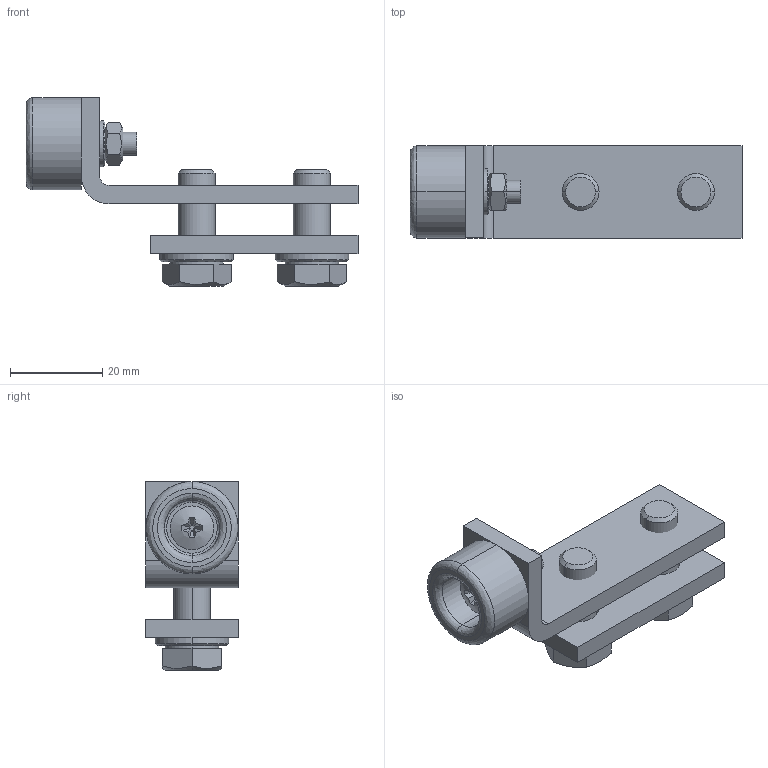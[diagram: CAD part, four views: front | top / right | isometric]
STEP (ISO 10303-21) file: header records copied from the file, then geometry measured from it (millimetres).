
FILE_DESCRIPTION (( 'STEP AP214' ), '1' );
FILE_NAME ('0080190.step', '2022-07-28T08:33:07', ( '' ), ( '' ), 'SwSTEP 2.0', 'SolidWorks 2020', '' );
FILE_SCHEMA (( 'AUTOMOTIVE_DESIGN' ));
Length unit declared in the file: millimetre
Products named in the file (1): 0080190
Bounding box: 72 x 20 x 40.9 mm (x, y, z)
Volume: 16353.9 mm3; surface area: 11538.2 mm2
Topology: 10 solids, 10 shells, 146 faces, 322 edges, 204 vertices
Faces by surface type: plane 67, cylinder 46, cone 22, bspline 11
Entity records: 6168 total; most frequent: CARTESIAN_POINT 1428, DIRECTION 672, ORIENTED_EDGE 644, EDGE_CURVE 322, AXIS2_PLACEMENT_3D 260, VERTEX_POINT 204, EDGE_LOOP 174, LINE 152
